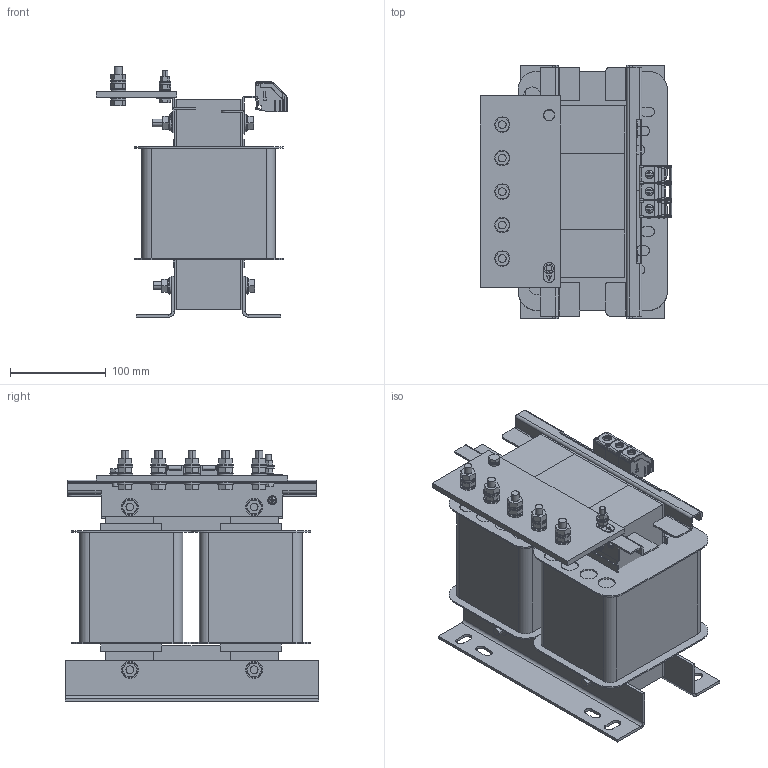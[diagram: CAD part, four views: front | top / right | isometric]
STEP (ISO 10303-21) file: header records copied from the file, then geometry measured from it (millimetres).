
FILE_DESCRIPTION((''),'2;1');
FILE_NAME('NDK-200000_ASM','2023-08-16T13:48:54',('yanyan'),(''),'CREO PARAMETRIC BY PTC INC, 2020044','CREO PARAMETRIC BY PTC INC, 2020044','');
FILE_SCHEMA(('CONFIG_CONTROL_DESIGN','SHAPE_APPEARANCE_LAYERS_GROUPS'));
Products named in the file (1): NDK-200000_ASM
Bounding box: 200 x 265 x 261.8 mm (x, y, z)
Surface area: 809486.2 mm2 (no closed solid volume)
Topology: 0 solids, 126 shells, 2223 faces, 5548 edges, 3594 vertices
Faces by surface type: plane 1385, cylinder 774, torus 62, bspline 2
Entity records: 76497 total; most frequent: CARTESIAN_POINT 12499, DIRECTION 11310, ORIENTED_EDGE 10981, EDGE_CURVE 5548, AXIS2_PLACEMENT_3D 3785, VECTOR 3740, LINE 3740, VERTEX_POINT 3594
